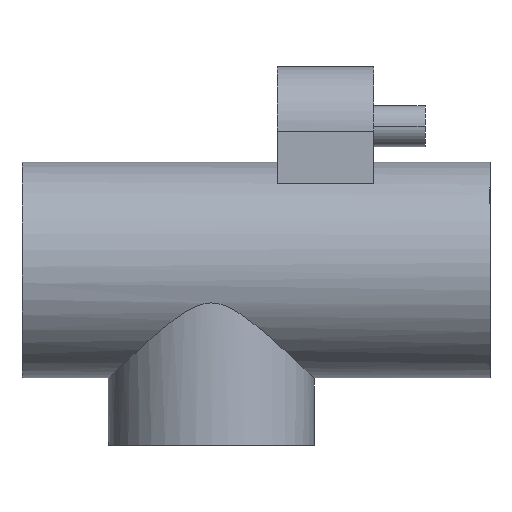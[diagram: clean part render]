
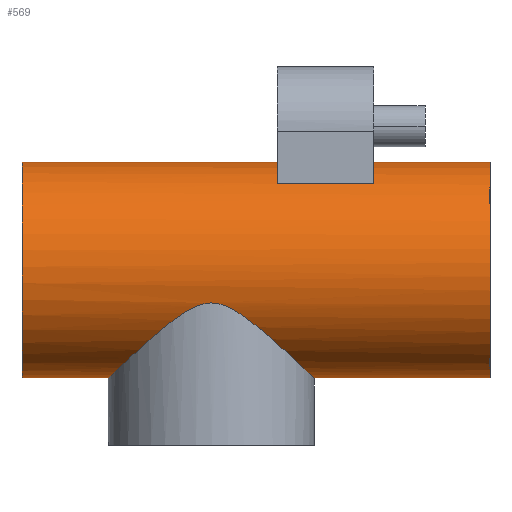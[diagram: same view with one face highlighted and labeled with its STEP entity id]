
A CAD part, front view. The second image highlights one B-rep face of the part: STEP entity #569.
In plain terms, the highlighted cylindrical face has radius 21 mm (diameter 42 mm), a partial arc.
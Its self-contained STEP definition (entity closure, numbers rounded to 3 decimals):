
#123=CARTESIAN_POINT('Vertex',(31.6,-12.6,16.8)) ;
#126=CARTESIAN_POINT('Axis2P3D Location',(31.6,0.,0.)) ;
#130=CARTESIAN_POINT('Vertex',(31.6,0.,21.)) ;
#158=CARTESIAN_POINT('Vertex',(12.8,-12.6,16.8)) ;
#182=CARTESIAN_POINT('Vertex',(12.8,0.,21.)) ;
#185=CARTESIAN_POINT('Axis2P3D Location',(12.8,0.,0.)) ;
#207=CARTESIAN_POINT('Line Origine',(22.2,-12.6,16.8)) ;
#260=CARTESIAN_POINT('Vertex',(20.,0.,-21.)) ;
#287=CARTESIAN_POINT('Vertex',(-20.,0.,-21.)) ;
#364=CARTESIAN_POINT('Control Point',(-20.,0.,-21.)) ;
#365=CARTESIAN_POINT('Control Point',(-20.,-1.391,-21.)) ;
#366=CARTESIAN_POINT('Control Point',(-19.879,-2.782,-20.885)) ;
#367=CARTESIAN_POINT('Control Point',(-19.637,-4.145,-20.654)) ;
#368=CARTESIAN_POINT('Control Point',(-18.703,-7.642,-19.767)) ;
#369=CARTESIAN_POINT('Control Point',(-17.1,-10.692,-18.255)) ;
#370=CARTESIAN_POINT('Control Point',(-15.905,-12.368,-17.136)) ;
#371=CARTESIAN_POINT('Control Point',(-13.612,-14.887,-15.017)) ;
#372=CARTESIAN_POINT('Control Point',(-10.978,-16.8,-12.692)) ;
#373=CARTESIAN_POINT('Control Point',(-9.82,-17.5,-11.7)) ;
#374=CARTESIAN_POINT('Control Point',(-8.098,-18.359,-10.273)) ;
#375=CARTESIAN_POINT('Control Point',(-6.237,-19.017,-8.925)) ;
#376=CARTESIAN_POINT('Control Point',(-5.665,-19.195,-8.532)) ;
#377=CARTESIAN_POINT('Control Point',(-4.689,-19.46,-7.908)) ;
#378=CARTESIAN_POINT('Control Point',(-3.657,-19.669,-7.361)) ;
#379=CARTESIAN_POINT('Control Point',(-3.238,-19.743,-7.16)) ;
#380=CARTESIAN_POINT('Control Point',(-2.369,-19.872,-6.795)) ;
#381=CARTESIAN_POINT('Control Point',(-1.454,-19.955,-6.543)) ;
#382=CARTESIAN_POINT('Control Point',(-0.981,-19.985,-6.451)) ;
#383=CARTESIAN_POINT('Control Point',(-0.08,-20.013,-6.364)) ;
#384=CARTESIAN_POINT('Control Point',(0.822,-19.99,-6.435)) ;
#385=CARTESIAN_POINT('Control Point',(1.237,-19.968,-6.503)) ;
#386=CARTESIAN_POINT('Control Point',(2.116,-19.9,-6.712)) ;
#387=CARTESIAN_POINT('Control Point',(2.955,-19.788,-7.035)) ;
#388=CARTESIAN_POINT('Control Point',(3.393,-19.717,-7.232)) ;
#389=CARTESIAN_POINT('Control Point',(4.414,-19.524,-7.748)) ;
#390=CARTESIAN_POINT('Control Point',(5.378,-19.276,-8.346)) ;
#391=CARTESIAN_POINT('Control Point',(5.924,-19.115,-8.711)) ;
#392=CARTESIAN_POINT('Control Point',(7.616,-18.551,-9.905)) ;
#393=CARTESIAN_POINT('Control Point',(9.189,-17.823,-11.177)) ;
#394=CARTESIAN_POINT('Control Point',(10.226,-17.249,-12.049)) ;
#395=CARTESIAN_POINT('Control Point',(12.066,-16.047,-13.645)) ;
#396=CARTESIAN_POINT('Control Point',(13.758,-14.571,-15.17)) ;
#397=CARTESIAN_POINT('Control Point',(14.5,-13.835,-15.847)) ;
#398=CARTESIAN_POINT('Control Point',(15.946,-12.199,-17.179)) ;
#399=CARTESIAN_POINT('Control Point',(17.202,-10.304,-18.353)) ;
#400=CARTESIAN_POINT('Control Point',(17.788,-9.262,-18.905)) ;
#401=CARTESIAN_POINT('Control Point',(18.878,-6.924,-19.933)) ;
#402=CARTESIAN_POINT('Control Point',(19.603,-4.33,-20.622)) ;
#403=CARTESIAN_POINT('Control Point',(19.868,-2.908,-20.874)) ;
#404=CARTESIAN_POINT('Control Point',(20.,-1.454,-21.)) ;
#405=CARTESIAN_POINT('Control Point',(20.,0.,-21.)) ;
#449=CARTESIAN_POINT('Vertex',(54.236,0.,-21.)) ;
#451=CARTESIAN_POINT('Vertex',(54.236,0.,21.)) ;
#469=CARTESIAN_POINT('Control Point',(54.236,0.,21.)) ;
#470=CARTESIAN_POINT('Control Point',(54.236,-21.,21.)) ;
#471=CARTESIAN_POINT('Control Point',(54.236,-21.,0.)) ;
#472=CARTESIAN_POINT('Control Point',(54.236,-21.,-21.)) ;
#473=CARTESIAN_POINT('Control Point',(54.236,0.,-21.)) ;
#486=CARTESIAN_POINT('Control Point',(31.6,0.,21.)) ;
#487=CARTESIAN_POINT('Control Point',(54.236,0.,21.)) ;
#490=CARTESIAN_POINT('Control Point',(54.236,0.,-21.)) ;
#491=CARTESIAN_POINT('Control Point',(20.,0.,-21.)) ;
#494=CARTESIAN_POINT('Control Point',(-20.,0.,-21.)) ;
#495=CARTESIAN_POINT('Control Point',(-36.819,0.,-21.)) ;
#496=CARTESIAN_POINT('Vertex',(-36.819,0.,-21.)) ;
#515=CARTESIAN_POINT('Vertex',(-36.819,0.,21.)) ;
#519=CARTESIAN_POINT('Control Point',(-36.819,0.,21.)) ;
#520=CARTESIAN_POINT('Control Point',(12.8,0.,21.)) ;
#535=CARTESIAN_POINT('Axis2P3D Location',(24.755,0.,0.)) ;
#541=CARTESIAN_POINT('Control Point',(-36.819,0.,21.)) ;
#542=CARTESIAN_POINT('Control Point',(-36.819,-3.299,21.)) ;
#543=CARTESIAN_POINT('Control Point',(-36.819,-6.597,20.352)) ;
#544=CARTESIAN_POINT('Control Point',(-36.819,-9.726,19.056)) ;
#545=CARTESIAN_POINT('Control Point',(-36.819,-15.307,15.307)) ;
#546=CARTESIAN_POINT('Control Point',(-36.819,-19.056,9.726)) ;
#547=CARTESIAN_POINT('Control Point',(-36.819,-20.352,6.597)) ;
#548=CARTESIAN_POINT('Control Point',(-36.819,-21.648,0.)) ;
#549=CARTESIAN_POINT('Control Point',(-36.819,-20.352,-6.597)) ;
#550=CARTESIAN_POINT('Control Point',(-36.819,-19.056,-9.726)) ;
#551=CARTESIAN_POINT('Control Point',(-36.819,-15.307,-15.307)) ;
#552=CARTESIAN_POINT('Control Point',(-36.819,-9.726,-19.056)) ;
#553=CARTESIAN_POINT('Control Point',(-36.819,-6.597,-20.352)) ;
#554=CARTESIAN_POINT('Control Point',(-36.819,-3.299,-21.)) ;
#555=CARTESIAN_POINT('Control Point',(-36.819,0.,-21.)) ;
#209=VECTOR('Line Direction',#208,1.) ;
#127=DIRECTION('Axis2P3D Direction',(1.,-0.,0.)) ;
#186=DIRECTION('Axis2P3D Direction',(-1.,0.,0.)) ;
#208=DIRECTION('Vector Direction',(-1.,0.,0.)) ;
#536=DIRECTION('Axis2P3D Direction',(-1.,-0.,0.)) ;
#537=DIRECTION('Axis2P3D XDirection',(0.,0.,-1.)) ;
#128=AXIS2_PLACEMENT_3D('Circle Axis2P3D',#126,#127,$) ;
#187=AXIS2_PLACEMENT_3D('Circle Axis2P3D',#185,#186,$) ;
#538=AXIS2_PLACEMENT_3D('Cylinder Axis2P3D',#535,#536,#537) ;
#210=LINE('Line',#207,#209) ;
#129=CIRCLE('generated circle',#128,21.) ;
#188=CIRCLE('generated circle',#187,21.) ;
#539=CYLINDRICAL_SURFACE('generated cylinder',#538,21.) ;
#132=EDGE_CURVE('',#131,#124,#129,.T.) ;
#189=EDGE_CURVE('',#159,#183,#188,.T.) ;
#211=EDGE_CURVE('',#124,#159,#210,.T.) ;
#406=EDGE_CURVE('',#288,#261,#363,.T.) ;
#474=EDGE_CURVE('',#452,#450,#468,.T.) ;
#488=EDGE_CURVE('',#131,#452,#485,.T.) ;
#492=EDGE_CURVE('',#450,#261,#489,.T.) ;
#498=EDGE_CURVE('',#288,#497,#493,.T.) ;
#521=EDGE_CURVE('',#516,#183,#518,.T.) ;
#556=EDGE_CURVE('',#516,#497,#540,.T.) ;
#558=ORIENTED_EDGE('',*,*,#521,.F.) ;
#559=ORIENTED_EDGE('',*,*,#556,.T.) ;
#560=ORIENTED_EDGE('',*,*,#498,.F.) ;
#561=ORIENTED_EDGE('',*,*,#406,.T.) ;
#562=ORIENTED_EDGE('',*,*,#492,.F.) ;
#563=ORIENTED_EDGE('',*,*,#474,.F.) ;
#564=ORIENTED_EDGE('',*,*,#488,.F.) ;
#565=ORIENTED_EDGE('',*,*,#132,.T.) ;
#566=ORIENTED_EDGE('',*,*,#211,.T.) ;
#567=ORIENTED_EDGE('',*,*,#189,.T.) ;
#557=EDGE_LOOP('',(#558,#559,#560,#561,#562,#563,#564,#565,#566,#567)) ;
#124=VERTEX_POINT('',#123) ;
#131=VERTEX_POINT('',#130) ;
#159=VERTEX_POINT('',#158) ;
#183=VERTEX_POINT('',#182) ;
#261=VERTEX_POINT('',#260) ;
#288=VERTEX_POINT('',#287) ;
#450=VERTEX_POINT('',#449) ;
#452=VERTEX_POINT('',#451) ;
#497=VERTEX_POINT('',#496) ;
#516=VERTEX_POINT('',#515) ;
#569=ADVANCED_FACE('Solid1',(#568),#539,.T.) ;
#363=B_SPLINE_CURVE_WITH_KNOTS('',5,(#364,#365,#366,#367,#368,#369,#370,#371,#372,#373,#374,#375,#376,#377,#378,#379,#380,#381,#382,#383,#384,#385,#386,#387,#388,#389,#390,#391,#392,#393,#394,#395,#396,#397,#398,#399,#400,#401,#402,#403,#404,#405),.UNSPECIFIED.,.F.,.U.,(6,3,3,3,3,3,3,3,3,3,3,3,3,6),(0.,9.836,26.218,38.044,43.111,46.429,49.828,52.801,56.218,60.997,71.385,80.165,89.429,99.711),.UNSPECIFIED.) ;
#485=B_SPLINE_CURVE_WITH_KNOTS('',1,(#486,#487),.UNSPECIFIED.,.F.,.U.,(2,2),(0.224,0.299),.UNSPECIFIED.) ;
#489=B_SPLINE_CURVE_WITH_KNOTS('',1,(#490,#491),.UNSPECIFIED.,.F.,.U.,(2,2),(0.,0.112),.UNSPECIFIED.) ;
#493=B_SPLINE_CURVE_WITH_KNOTS('',1,(#494,#495),.UNSPECIFIED.,.F.,.U.,(2,2),(0.244,0.299),.UNSPECIFIED.) ;
#518=B_SPLINE_CURVE_WITH_KNOTS('',1,(#519,#520),.UNSPECIFIED.,.F.,.U.,(2,2),(0.,0.163),.UNSPECIFIED.) ;
#540=B_SPLINE_CURVE_WITH_KNOTS('',5,(#541,#542,#543,#544,#545,#546,#547,#548,#549,#550,#551,#552,#553,#554,#555),.UNSPECIFIED.,.F.,.U.,(6,3,3,3,6),(0.,0.785,1.571,2.356,3.142),.UNSPECIFIED.) ;
#568=FACE_OUTER_BOUND('',#557,.T.) ;
#468=(BOUNDED_CURVE()B_SPLINE_CURVE(2,(#469,#470,#471,#472,#473),.UNSPECIFIED.,.F.,.U.)B_SPLINE_CURVE_WITH_KNOTS((3,2,3),(0.,42.,84.),.UNSPECIFIED.)CURVE()GEOMETRIC_REPRESENTATION_ITEM()RATIONAL_B_SPLINE_CURVE((1.,0.707,1.,0.707,1.))REPRESENTATION_ITEM('')) ;
